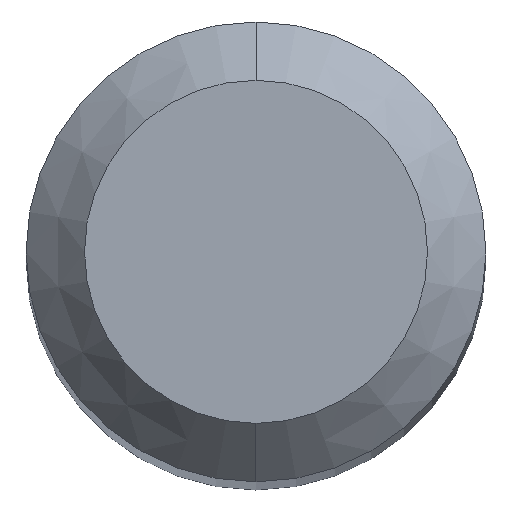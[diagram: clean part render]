
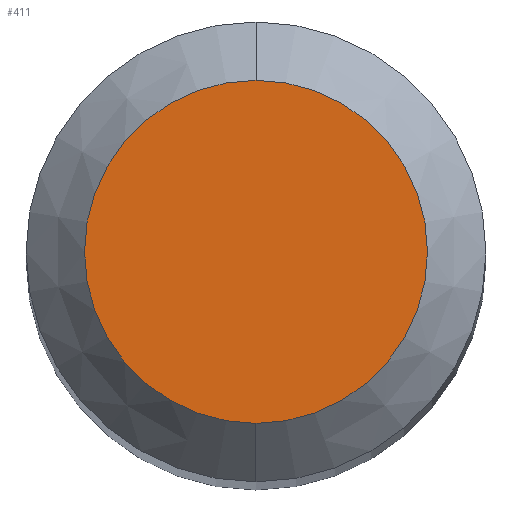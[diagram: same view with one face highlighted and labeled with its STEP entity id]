
A CAD part, top view. The second image highlights one B-rep face of the part: STEP entity #411.
In plain terms, the highlighted planar face has unit normal (0, 0, 1).
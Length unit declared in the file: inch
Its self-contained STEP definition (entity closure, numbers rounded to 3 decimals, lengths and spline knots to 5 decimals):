
#4 = EDGE_CURVE ( 'NONE', #191, #498, #394, .T. ) ;
#48 = AXIS2_PLACEMENT_3D ( 'NONE', #88, #126, #160 ) ;
#56 = CARTESIAN_POINT ( 'NONE',  ( 0., 0., 0. ) ) ;
#61 = DIRECTION ( 'NONE',  ( 0., -1., 0. ) ) ;
#83 = CARTESIAN_POINT ( 'NONE',  ( 0., 0.04405, 0. ) ) ;
#88 = CARTESIAN_POINT ( 'NONE',  ( 0., 0., 0. ) ) ;
#101 = ORIENTED_EDGE ( 'NONE', *, *, #4, .T. ) ;
#126 = DIRECTION ( 'NONE',  ( 0., 0., 1. ) ) ;
#134 = CIRCLE ( 'NONE', #402, 0.04405 ) ;
#152 = DIRECTION ( 'NONE',  ( 0., 1., 0. ) ) ;
#160 = DIRECTION ( 'NONE',  ( 0., -1., 0. ) ) ;
#180 = DIRECTION ( 'NONE',  ( 0., 0., -1. ) ) ;
#182 = ORIENTED_EDGE ( 'NONE', *, *, #305, .T. ) ;
#191 = VERTEX_POINT ( 'NONE', #213 ) ;
#213 = CARTESIAN_POINT ( 'NONE',  ( 0., -0.04405, 0. ) ) ;
#224 = DIRECTION ( 'NONE',  ( 0., 0., 1. ) ) ;
#229 = FACE_OUTER_BOUND ( 'NONE', #370, .T. ) ;
#305 = EDGE_CURVE ( 'NONE', #498, #191, #134, .T. ) ;
#370 = EDGE_LOOP ( 'NONE', ( #182, #101 ) ) ;
#394 = CIRCLE ( 'NONE', #48, 0.04405 ) ;
#396 = AXIS2_PLACEMENT_3D ( 'NONE', #466, #180, #152 ) ;
#402 = AXIS2_PLACEMENT_3D ( 'NONE', #56, #224, #61 ) ;
#411 = ADVANCED_FACE ( 'NONE', ( #229 ), #417, .F. ) ;
#417 = PLANE ( 'NONE',  #396 ) ;
#466 = CARTESIAN_POINT ( 'NONE',  ( 0., 0.04405, 0. ) ) ;
#498 = VERTEX_POINT ( 'NONE', #83 ) ;
